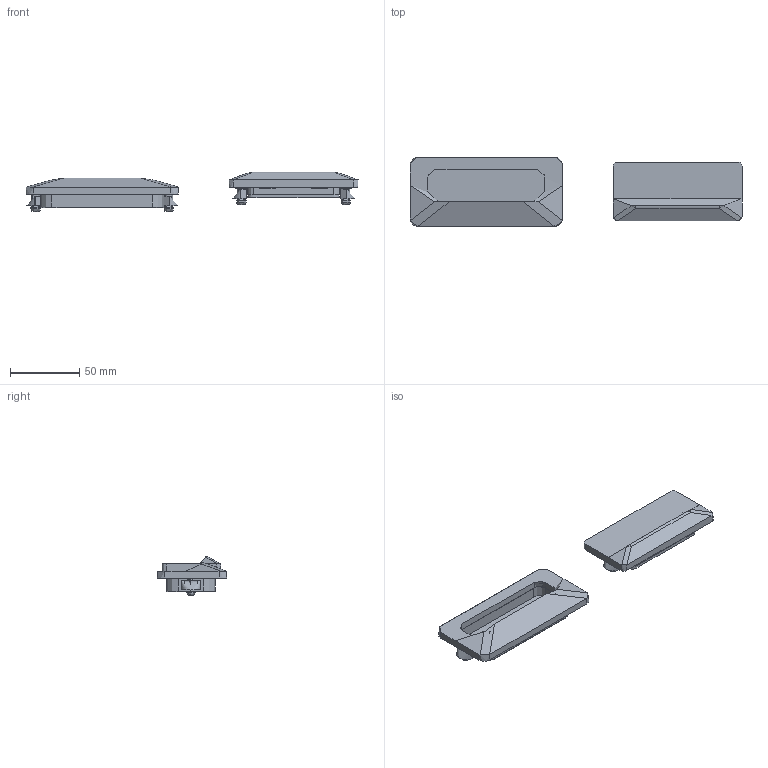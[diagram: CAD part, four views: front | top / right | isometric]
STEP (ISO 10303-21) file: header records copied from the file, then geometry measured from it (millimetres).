
FILE_DESCRIPTION(/* description */ (''),/* implementation_level */ '2;1');
FILE_NAME(/* name */ 'LS122',/* time_stamp */ '2025-02-26T14:00:13+08:00',/* author */ (''),/* organization */ (''),/* preprocessor_version */ 'ST-DEVELOPER v19.2',/* originating_system */ 'Rhino 8.5',/* authorisation */ '');
FILE_SCHEMA (('CONFIG_CONTROL_DESIGN'));
Length unit declared in the file: millimetre
Products named in the file (1): Document
Bounding box: 239.62 x 50 x 28.54 mm (x, y, z)
Volume: 33705.6 mm3; surface area: 45944.7 mm2
Topology: 15 solids, 16 shells, 617 faces, 1582 edges, 1007 vertices
Faces by surface type: plane 301, cylinder 233, bspline 83
Entity records: 40002 total; most frequent: CARTESIAN_POINT 28059, ORIENTED_EDGE 3177, EDGE_CURVE 1594, DIRECTION 1165, VERTEX_POINT 1015, B_SPLINE_CURVE_WITH_KNOTS 944, AXIS2_PLACEMENT_3D 849, EDGE_LOOP 648
